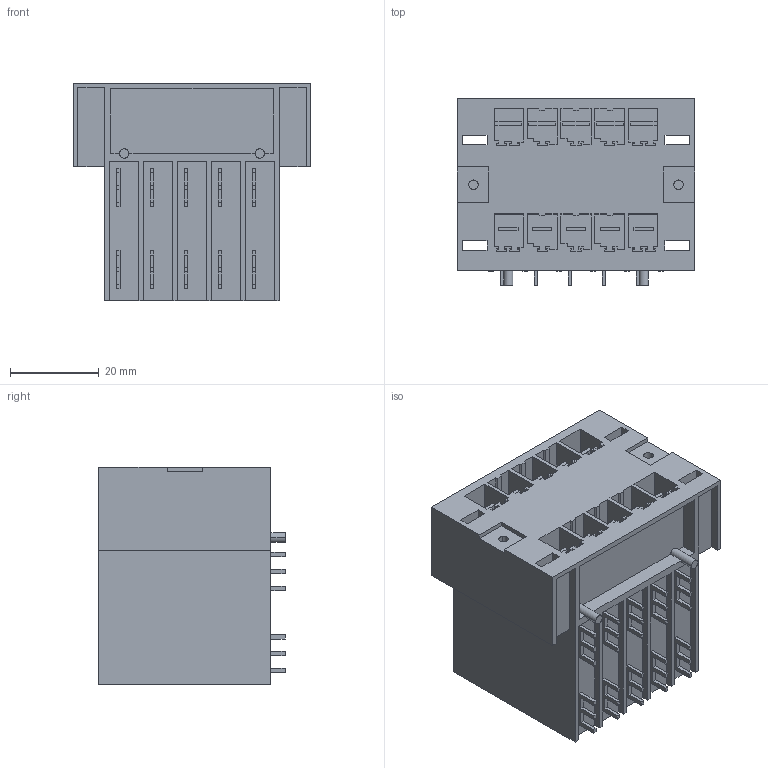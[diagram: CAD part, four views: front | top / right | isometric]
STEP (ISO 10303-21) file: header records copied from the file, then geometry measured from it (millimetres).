
FILE_DESCRIPTION(('CATIA V5 STEP Exchange','CAx-IF Rec.Pracs.--- Model Styling and Organization---1.2---2011-12-15'),'2;1');
FILE_NAME ('D1452636_0_1523980000_1523980000.stp','2017-11-04T09:12:12+00:00',('none'),('Weidmueller'),'CATIA Version 5-6 Release 2014','CATIA V5 STEP AP214','none');
FILE_SCHEMA(('AUTOMOTIVE_DESIGN { 1 0 10303 214 1 1 1 1 }'));
Length unit declared in the file: millimetre
Products named in the file (1): 1523980000
Bounding box: 53.5 x 41.9 x 48.9 mm (x, y, z)
Volume: 63279.9 mm3; surface area: 37978.5 mm2
Topology: 11 solids, 11 shells, 875 faces, 2500 edges, 1668 vertices
Faces by surface type: plane 859, cylinder 16
Entity records: 25470 total; most frequent: ORIENTED_EDGE 5000, CARTESIAN_POINT 4521, DIRECTION 3294, EDGE_CURVE 2466, VECTOR 2434, LINE 2434, VERTEX_POINT 1640, EDGE_LOOP 924
